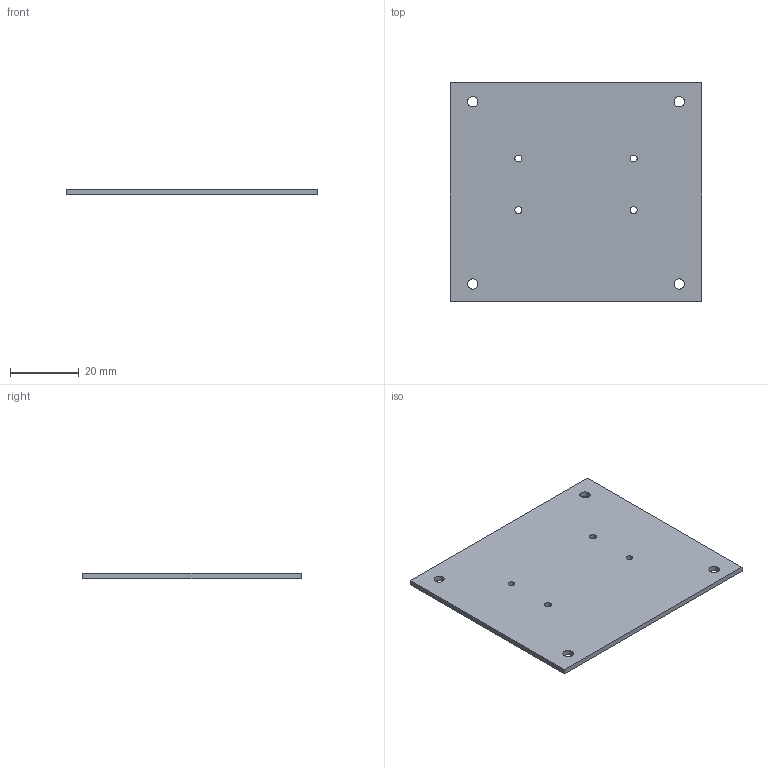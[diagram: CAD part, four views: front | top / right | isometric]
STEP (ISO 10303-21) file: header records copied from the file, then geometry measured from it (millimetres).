
FILE_DESCRIPTION(('KiCad electronic assembly'),'2;1');
FILE_NAME('Final_PCBforDoppler.step','2025-05-17T17:23:28',('Pcbnew'),( 'Kicad'),'Open CASCADE STEP processor 7.8','KiCad to STEP converter' ,'Unknown');
FILE_SCHEMA(('AUTOMOTIVE_DESIGN { 1 0 10303 214 1 1 1 1 }'));
Length unit declared in the file: millimetre
Products named in the file (2): Final_PCBforDoppler 1; Final_PCBforDoppler_PCB
Assembly tree (1 placements, depth 2):
  Final_PCBforDoppler 1
    Final_PCBforDoppler_PCB
Bounding box: 73 x 63.5 x 1.51 mm (x, y, z)
Volume: 6937.9 mm3; surface area: 9696.4 mm2
Topology: 1 solids, 1 shells, 14 faces, 36 edges, 24 vertices
Faces by surface type: cylinder 8, plane 6
Full cylindrical faces by diameter (mm): 2 x4, 3 x4
Entity records: 505 total; most frequent: DIRECTION 84, CARTESIAN_POINT 76, ORIENTED_EDGE 72, EDGE_CURVE 36, AXIS2_PLACEMENT_3D 32, FACE_BOUND 30, EDGE_LOOP 30, VERTEX_POINT 24
